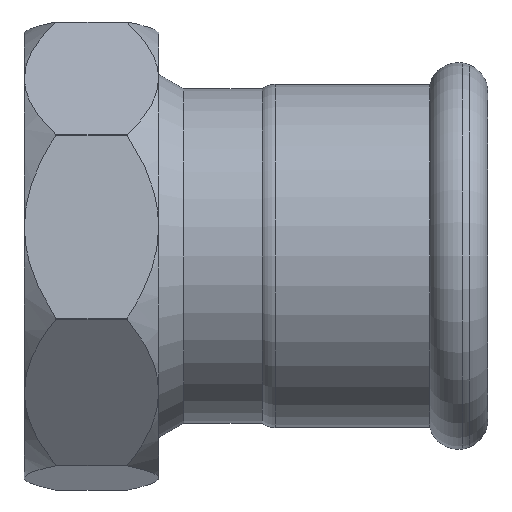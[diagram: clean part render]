
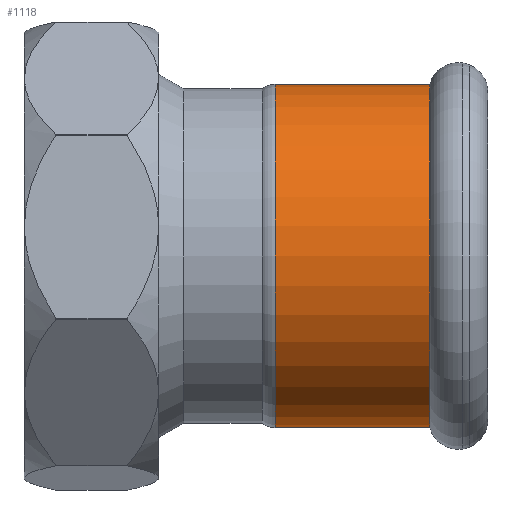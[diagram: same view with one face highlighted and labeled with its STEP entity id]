
A CAD part, front view. The second image highlights one B-rep face of the part: STEP entity #1118.
In plain terms, the highlighted cylindrical face has radius 28.75 mm (diameter 57.5 mm), a full revolution.
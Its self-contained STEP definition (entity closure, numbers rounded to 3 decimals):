
#97=LINE('',#1860,#133);
#133=VECTOR('',#1480,28.75);
#168=CYLINDRICAL_SURFACE('',#1244,28.75);
#195=FACE_OUTER_BOUND('',#263,.T.);
#263=EDGE_LOOP('',(#809,#810,#811,#812,#813,#814,#815,#816));
#334=CIRCLE('',#1204,28.75);
#335=CIRCLE('',#1205,28.75);
#339=CIRCLE('',#1209,28.75);
#360=CIRCLE('',#1238,28.75);
#361=CIRCLE('',#1239,28.75);
#362=CIRCLE('',#1240,28.75);
#445=VERTEX_POINT('',#1788);
#446=VERTEX_POINT('',#1789);
#447=VERTEX_POINT('',#1791);
#467=VERTEX_POINT('',#1848);
#468=VERTEX_POINT('',#1849);
#469=VERTEX_POINT('',#1851);
#565=EDGE_CURVE('',#445,#446,#334,.T.);
#566=EDGE_CURVE('',#446,#447,#335,.T.);
#570=EDGE_CURVE('',#447,#445,#339,.T.);
#595=EDGE_CURVE('',#467,#468,#360,.T.);
#596=EDGE_CURVE('',#469,#467,#361,.T.);
#597=EDGE_CURVE('',#468,#469,#362,.T.);
#601=EDGE_CURVE('',#446,#469,#97,.T.);
#809=ORIENTED_EDGE('',*,*,#565,.F.);
#810=ORIENTED_EDGE('',*,*,#570,.F.);
#811=ORIENTED_EDGE('',*,*,#566,.F.);
#812=ORIENTED_EDGE('',*,*,#601,.T.);
#813=ORIENTED_EDGE('',*,*,#596,.T.);
#814=ORIENTED_EDGE('',*,*,#595,.T.);
#815=ORIENTED_EDGE('',*,*,#597,.T.);
#816=ORIENTED_EDGE('',*,*,#601,.F.);
#1118=ADVANCED_FACE('',(#195),#168,.T.);
#1204=AXIS2_PLACEMENT_3D('',#1790,#1394,#1395);
#1205=AXIS2_PLACEMENT_3D('',#1792,#1396,#1397);
#1209=AXIS2_PLACEMENT_3D('',#1798,#1404,#1405);
#1238=AXIS2_PLACEMENT_3D('',#1850,#1466,#1467);
#1239=AXIS2_PLACEMENT_3D('',#1852,#1468,#1469);
#1240=AXIS2_PLACEMENT_3D('',#1853,#1470,#1471);
#1244=AXIS2_PLACEMENT_3D('',#1859,#1478,#1479);
#1394=DIRECTION('center_axis',(1.,0.,0.));
#1395=DIRECTION('ref_axis',(0.,1.,0.));
#1396=DIRECTION('center_axis',(1.,0.,0.));
#1397=DIRECTION('ref_axis',(0.,1.,0.));
#1404=DIRECTION('center_axis',(1.,0.,0.));
#1405=DIRECTION('ref_axis',(0.,1.,0.));
#1466=DIRECTION('center_axis',(1.,0.,0.));
#1467=DIRECTION('ref_axis',(0.,1.,0.));
#1468=DIRECTION('center_axis',(1.,0.,0.));
#1469=DIRECTION('ref_axis',(0.,1.,0.));
#1470=DIRECTION('center_axis',(1.,0.,0.));
#1471=DIRECTION('ref_axis',(0.,1.,0.));
#1478=DIRECTION('center_axis',(1.,0.,0.));
#1479=DIRECTION('ref_axis',(0.,1.,0.));
#1480=DIRECTION('',(-1.,0.,0.));
#1788=CARTESIAN_POINT('',(-9.693,28.75,0.));
#1789=CARTESIAN_POINT('',(-9.693,-28.75,0.));
#1790=CARTESIAN_POINT('Origin',(-9.693,0.,0.));
#1791=CARTESIAN_POINT('',(-9.693,0.,-28.75));
#1792=CARTESIAN_POINT('Origin',(-9.693,0.,0.));
#1798=CARTESIAN_POINT('Origin',(-9.693,0.,0.));
#1848=CARTESIAN_POINT('',(-35.6,28.75,0.));
#1849=CARTESIAN_POINT('',(-35.6,0.,28.75));
#1850=CARTESIAN_POINT('Origin',(-35.6,0.,0.));
#1851=CARTESIAN_POINT('',(-35.6,-28.75,0.));
#1852=CARTESIAN_POINT('Origin',(-35.6,0.,0.));
#1853=CARTESIAN_POINT('Origin',(-35.6,0.,0.));
#1859=CARTESIAN_POINT('Origin',(-22.647,0.,0.));
#1860=CARTESIAN_POINT('',(-22.647,-28.75,0.));
